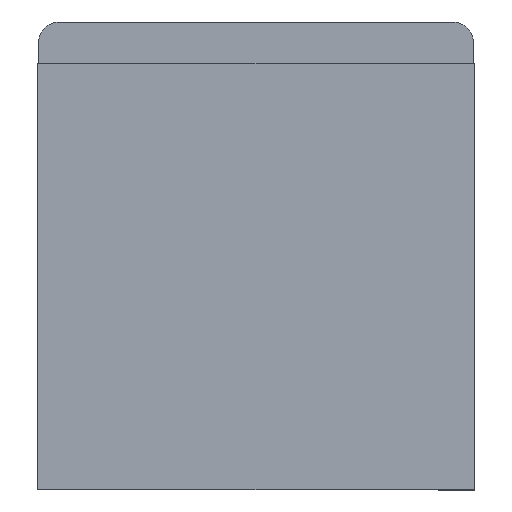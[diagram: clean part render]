
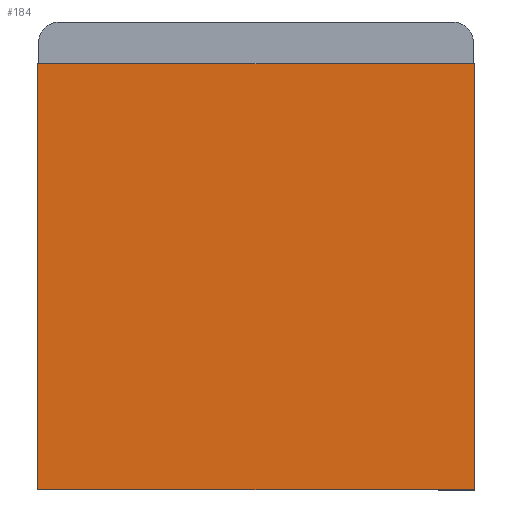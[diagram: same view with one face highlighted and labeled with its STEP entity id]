
A CAD part, front view. The second image highlights one B-rep face of the part: STEP entity #184.
In plain terms, the highlighted planar face has unit normal (0, -1, 0).
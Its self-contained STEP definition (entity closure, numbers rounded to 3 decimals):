
#32 = CARTESIAN_POINT ( 'NONE',  ( -21., 0., 0. ) ) ;
#55 = LINE ( 'NONE', #279, #482 ) ;
#83 = EDGE_LOOP ( 'NONE', ( #638, #961, #485, #853 ) ) ;
#85 = EDGE_CURVE ( 'NONE', #650, #842, #197, .T. ) ;
#101 = CARTESIAN_POINT ( 'NONE',  ( -21., 0., 40.022 ) ) ;
#132 = PLANE ( 'NONE',  #208 ) ;
#180 = VERTEX_POINT ( 'NONE', #438 ) ;
#184 = ADVANCED_FACE ( 'NONE', ( #910 ), #132, .T. ) ;
#197 = LINE ( 'NONE', #587, #301 ) ;
#208 = AXIS2_PLACEMENT_3D ( 'NONE', #831, #370, #300 ) ;
#279 = CARTESIAN_POINT ( 'NONE',  ( 21., 0., 41. ) ) ;
#300 = DIRECTION ( 'NONE',  ( 0., 0., -1. ) ) ;
#301 = VECTOR ( 'NONE', #819, 1000. ) ;
#317 = CARTESIAN_POINT ( 'NONE',  ( -21., 0., 41. ) ) ;
#370 = DIRECTION ( 'NONE',  ( 0., -1., 0. ) ) ;
#438 = CARTESIAN_POINT ( 'NONE',  ( 21., 0., 41. ) ) ;
#439 = CARTESIAN_POINT ( 'NONE',  ( 21., 0., 40.022 ) ) ;
#467 = VECTOR ( 'NONE', #895, 1000. ) ;
#482 = VECTOR ( 'NONE', #960, 1000. ) ;
#485 = ORIENTED_EDGE ( 'NONE', *, *, #788, .T. ) ;
#496 = EDGE_CURVE ( 'NONE', #180, #890, #55, .T. ) ;
#515 = LINE ( 'NONE', #101, #814 ) ;
#529 = EDGE_CURVE ( 'NONE', #650, #180, #569, .T. ) ;
#569 = LINE ( 'NONE', #439, #467 ) ;
#587 = CARTESIAN_POINT ( 'NONE',  ( 21., 0., 0. ) ) ;
#638 = ORIENTED_EDGE ( 'NONE', *, *, #529, .T. ) ;
#650 = VERTEX_POINT ( 'NONE', #760 ) ;
#760 = CARTESIAN_POINT ( 'NONE',  ( 21., 0., 0. ) ) ;
#788 = EDGE_CURVE ( 'NONE', #890, #842, #515, .T. ) ;
#814 = VECTOR ( 'NONE', #930, 1000. ) ;
#819 = DIRECTION ( 'NONE',  ( -1., 0., 0. ) ) ;
#831 = CARTESIAN_POINT ( 'NONE',  ( 21., 0., 40.022 ) ) ;
#842 = VERTEX_POINT ( 'NONE', #32 ) ;
#853 = ORIENTED_EDGE ( 'NONE', *, *, #85, .F. ) ;
#890 = VERTEX_POINT ( 'NONE', #317 ) ;
#895 = DIRECTION ( 'NONE',  ( 0., 0., 1. ) ) ;
#910 = FACE_OUTER_BOUND ( 'NONE', #83, .T. ) ;
#930 = DIRECTION ( 'NONE',  ( 0., 0., -1. ) ) ;
#960 = DIRECTION ( 'NONE',  ( -1., 0., 0. ) ) ;
#961 = ORIENTED_EDGE ( 'NONE', *, *, #496, .T. ) ;
